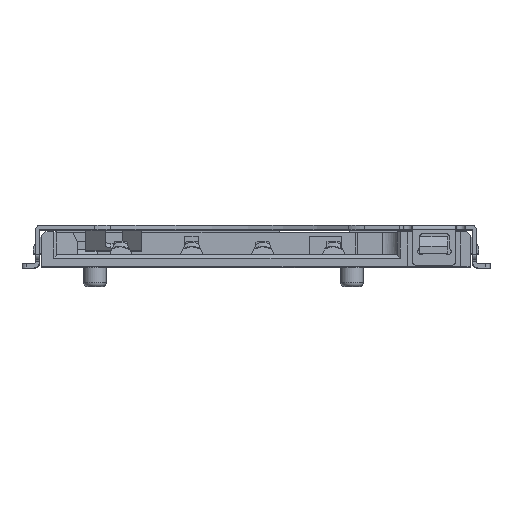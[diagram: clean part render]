
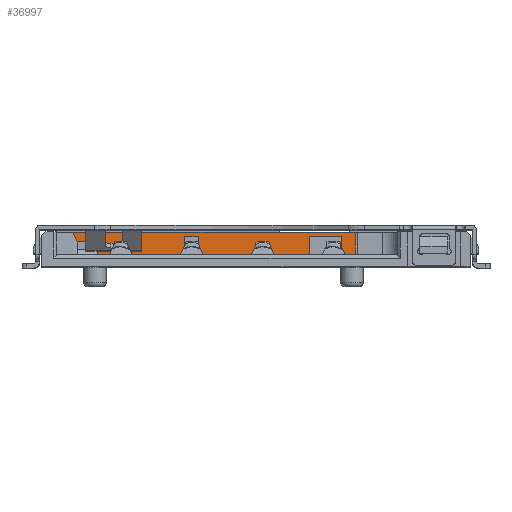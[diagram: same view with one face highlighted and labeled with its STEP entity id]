
A CAD part, top view. The second image highlights one B-rep face of the part: STEP entity #36997.
In plain terms, the highlighted planar face has unit normal (0, 0, 1).
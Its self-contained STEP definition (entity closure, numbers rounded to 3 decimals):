
#4931=ORIENTED_EDGE('',*,*,#11720,.F.);
#4932=ORIENTED_EDGE('',*,*,#11933,.F.);
#4933=ORIENTED_EDGE('',*,*,#11934,.F.);
#4934=ORIENTED_EDGE('',*,*,#11734,.T.);
#4935=ORIENTED_EDGE('',*,*,#11563,.T.);
#4936=ORIENTED_EDGE('',*,*,#11728,.F.);
#4937=ORIENTED_EDGE('',*,*,#11935,.T.);
#4938=ORIENTED_EDGE('',*,*,#11936,.T.);
#4939=ORIENTED_EDGE('',*,*,#11937,.T.);
#4940=ORIENTED_EDGE('',*,*,#11724,.F.);
#4941=ORIENTED_EDGE('',*,*,#11938,.T.);
#4942=ORIENTED_EDGE('',*,*,#11939,.T.);
#4943=ORIENTED_EDGE('',*,*,#11940,.T.);
#11563=EDGE_CURVE('',#15111,#15113,#17624,.T.);
#11720=EDGE_CURVE('',#15267,#15268,#17749,.T.);
#11724=EDGE_CURVE('',#15271,#15272,#17753,.T.);
#11728=EDGE_CURVE('',#15275,#15113,#17757,.T.);
#11734=EDGE_CURVE('',#15278,#15111,#17761,.T.);
#11933=EDGE_CURVE('',#15427,#15267,#17896,.T.);
#11934=EDGE_CURVE('',#15278,#15427,#17897,.T.);
#11935=EDGE_CURVE('',#15275,#15428,#17898,.T.);
#11936=EDGE_CURVE('',#15428,#15429,#17899,.T.);
#11937=EDGE_CURVE('',#15429,#15272,#17900,.T.);
#11938=EDGE_CURVE('',#15271,#15430,#17901,.T.);
#11939=EDGE_CURVE('',#15430,#15431,#17902,.T.);
#11940=EDGE_CURVE('',#15431,#15268,#17903,.T.);
#15111=VERTEX_POINT('',#54519);
#15113=VERTEX_POINT('',#54523);
#15267=VERTEX_POINT('',#54836);
#15268=VERTEX_POINT('',#54838);
#15271=VERTEX_POINT('',#54844);
#15272=VERTEX_POINT('',#54846);
#15275=VERTEX_POINT('',#54852);
#15278=VERTEX_POINT('',#54867);
#15427=VERTEX_POINT('',#55260);
#15428=VERTEX_POINT('',#55263);
#15429=VERTEX_POINT('',#55265);
#15430=VERTEX_POINT('',#55268);
#15431=VERTEX_POINT('',#55270);
#17624=LINE('',#54524,#20515);
#17749=LINE('',#54837,#20640);
#17753=LINE('',#54845,#20644);
#17757=LINE('',#54853,#20648);
#17761=LINE('',#54866,#20652);
#17896=LINE('',#55259,#20787);
#17897=LINE('',#55261,#20788);
#17898=LINE('',#55262,#20789);
#17899=LINE('',#55264,#20790);
#17900=LINE('',#55266,#20791);
#17901=LINE('',#55267,#20792);
#17902=LINE('',#55269,#20793);
#17903=LINE('',#55271,#20794);
#20515=VECTOR('',#43339,1000.);
#20640=VECTOR('',#43532,1000.);
#20644=VECTOR('',#43536,1000.);
#20648=VECTOR('',#43540,1000.);
#20652=VECTOR('',#43558,1000.);
#20787=VECTOR('',#43911,1000.);
#20788=VECTOR('',#43912,1000.);
#20789=VECTOR('',#43913,1000.);
#20790=VECTOR('',#43914,1000.);
#20791=VECTOR('',#43915,1000.);
#20792=VECTOR('',#43916,1000.);
#20793=VECTOR('',#43917,1000.);
#20794=VECTOR('',#43918,1000.);
#22968=EDGE_LOOP('',(#4931,#4932,#4933,#4934,#4935,#4936,#4937,#4938,#4939,
#4940,#4941,#4942,#4943));
#24570=FACE_BOUND('',#22968,.T.);
#25824=PLANE('',#39035);
#36997=ADVANCED_FACE('',(#24570),#25824,.T.);
#39035=AXIS2_PLACEMENT_3D('',#55258,#43909,#43910);
#43339=DIRECTION('',(0.,-1.,0.));
#43532=DIRECTION('',(-1.,0.,0.));
#43536=DIRECTION('',(-1.,0.,0.));
#43540=DIRECTION('',(-1.,0.,0.));
#43558=DIRECTION('',(0.466,-0.885,0.));
#43909=DIRECTION('',(0.,0.,1.));
#43910=DIRECTION('',(1.,0.,0.));
#43911=DIRECTION('',(0.,-1.,0.));
#43912=DIRECTION('',(1.,0.,0.));
#43913=DIRECTION('',(0.,1.,0.));
#43914=DIRECTION('',(1.,0.,0.));
#43915=DIRECTION('',(0.,-1.,0.));
#43916=DIRECTION('',(0.,1.,0.));
#43917=DIRECTION('',(1.,0.,0.));
#43918=DIRECTION('',(0.,-1.,0.));
#54519=CARTESIAN_POINT('',(1.523,11.174,4.052));
#54523=CARTESIAN_POINT('',(1.523,10.684,4.052));
#54524=CARTESIAN_POINT('',(1.523,11.279,4.052));
#54836=CARTESIAN_POINT('',(11.473,10.684,4.052));
#54837=CARTESIAN_POINT('',(6.873,10.684,4.052));
#54838=CARTESIAN_POINT('',(10.973,10.684,4.052));
#54844=CARTESIAN_POINT('',(9.843,10.684,4.052));
#54845=CARTESIAN_POINT('',(6.873,10.684,4.052));
#54846=CARTESIAN_POINT('',(5.853,10.684,4.052));
#54852=CARTESIAN_POINT('',(5.353,10.684,4.052));
#54853=CARTESIAN_POINT('',(6.873,10.684,4.052));
#54866=CARTESIAN_POINT('',(1.347,11.507,4.052));
#54867=CARTESIAN_POINT('',(1.349,11.504,4.052));
#55258=CARTESIAN_POINT('',(0.913,11.279,4.052));
#55259=CARTESIAN_POINT('',(11.473,11.079,4.052));
#55260=CARTESIAN_POINT('',(11.473,11.504,4.052));
#55261=CARTESIAN_POINT('',(15.358,11.504,4.052));
#55262=CARTESIAN_POINT('',(5.353,11.279,4.052));
#55263=CARTESIAN_POINT('',(5.353,11.354,4.052));
#55264=CARTESIAN_POINT('',(0.913,11.354,4.052));
#55265=CARTESIAN_POINT('',(5.853,11.354,4.052));
#55266=CARTESIAN_POINT('',(5.853,11.279,4.052));
#55267=CARTESIAN_POINT('',(9.843,11.279,4.052));
#55268=CARTESIAN_POINT('',(9.843,11.354,4.052));
#55269=CARTESIAN_POINT('',(0.913,11.354,4.052));
#55270=CARTESIAN_POINT('',(10.973,11.354,4.052));
#55271=CARTESIAN_POINT('',(10.973,11.279,4.052));
